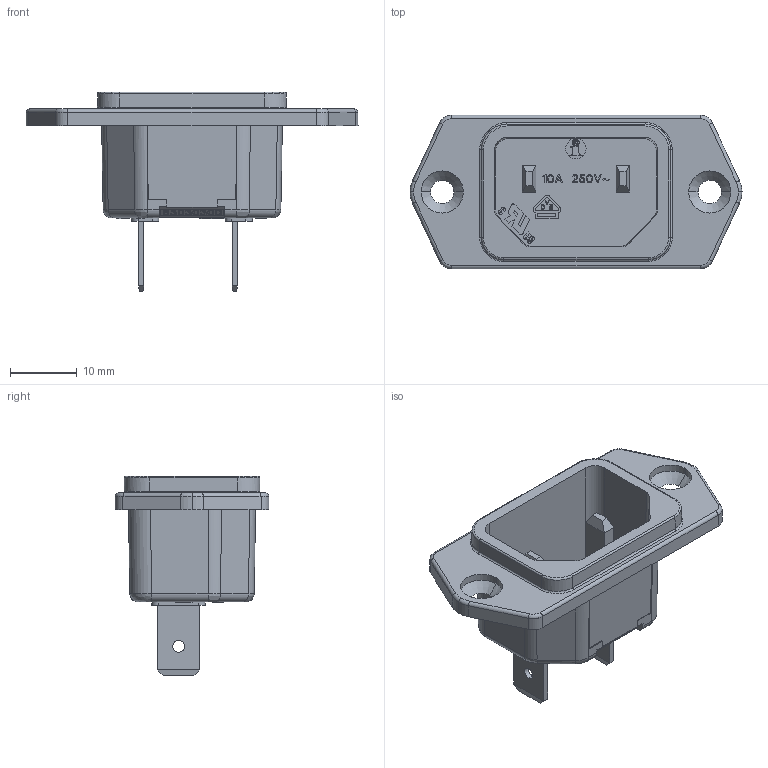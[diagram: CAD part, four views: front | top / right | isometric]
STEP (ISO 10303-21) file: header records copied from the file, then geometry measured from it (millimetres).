
FILE_DESCRIPTION(('OneSpaceDesigner STEP Export'),'2;1');
FILE_NAME('83030300_R2_C18_Screw-Mount_QD_9-2-13.stp','2013-09-02T15:37:07',(''),(''),'OneSpace Designer STEP processor for AP214 (Solid Model)','OneSpace Designer 14.50 18-Oct-2006 (C) CoCreate Software GmbH','');
FILE_SCHEMA(('AUTOMOTIVE_DESIGN { 1 0 10303 214 1 1 1 1 }'));
Length unit declared in the file: millimetre
Products named in the file (5): C18_Screw-Mount_R2_9-2-13; Contacts_Measured_L-N_QD.1; Contacts_C18_QD_Assy; Part-Number-Insert_83030300; 83030300_R2_C18_Screw-Mount_QD_9-2-13
Assembly tree (5 placements, depth 3):
  83030300_R2_C18_Screw-Mount_QD_9-2-13
    Part-Number-Insert_83030300
    Contacts_C18_QD_Assy
      Contacts_Measured_L-N_QD.1  x2
    C18_Screw-Mount_R2_9-2-13
Bounding box: 49.64 x 23 x 29.83 mm (x, y, z)
Volume: 4398.8 mm3; surface area: 5678.2 mm2
Topology: 4 solids, 4 shells, 1407 faces, 3937 edges, 2606 vertices
Faces by surface type: plane 1226, cylinder 122, extrusion 29, bspline 14, torus 12, cone 4
Entity records: 44795 total; most frequent: CARTESIAN_POINT 9074, ORIENTED_EDGE 7762, DIRECTION 6539, EDGE_CURVE 3881, VECTOR 3553, LINE 3524, VERTEX_POINT 2572, AXIS2_PLACEMENT_3D 1493
